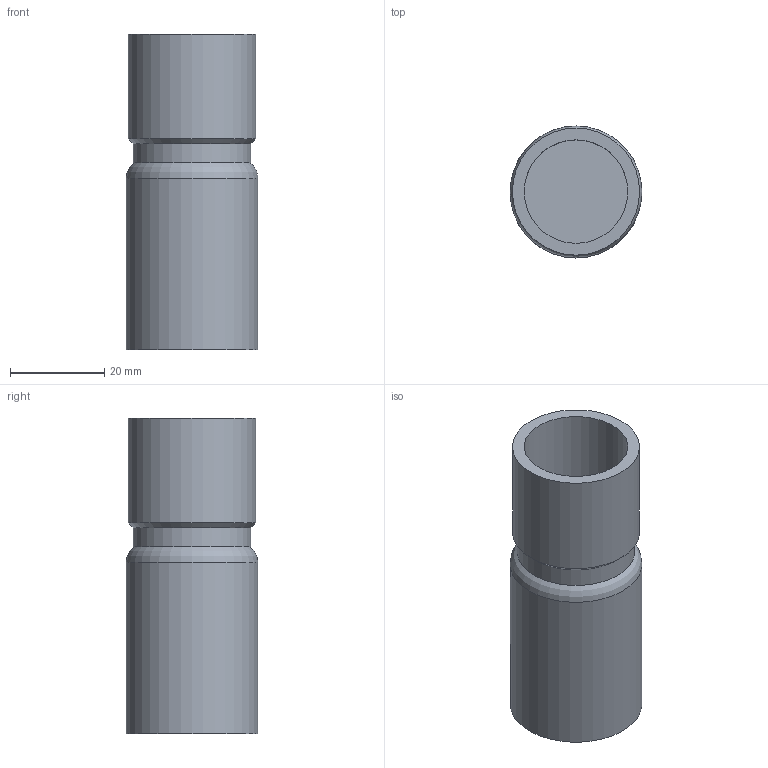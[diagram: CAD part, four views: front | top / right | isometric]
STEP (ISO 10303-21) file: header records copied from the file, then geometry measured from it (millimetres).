
FILE_DESCRIPTION(/* description */ ('Unknown'),/* implementation_level */ '2;1');
FILE_NAME(/* name */ 'F14DN22-28',/* time_stamp */ '2016-07-07T13:07:27+02:00',/* author */ ('Unknown'),/* organization */ ('Unknown'),/* preprocessor_version */ 'ST-DEVELOPER v16',/* originating_system */ 'DEX',/* authorisation */ $);
FILE_SCHEMA (('AUTOMOTIVE_DESIGN {1 0 10303 214 3 1 1}'));
Length unit declared in the file: millimetre
Products named in the file (1): F14DN22-28
Bounding box: 28 x 28 x 67 mm (x, y, z)
Volume: 12595.3 mm3; surface area: 11496.9 mm2
Topology: 1 solids, 1 shells, 13 faces, 24 edges, 16 vertices
Faces by surface type: plane 5, cylinder 5, torus 2, cone 1
Full cylindrical faces by diameter (mm): 22 x1, 25 x2, 27 x1, 28 x1
Entity records: 284 total; most frequent: DIRECTION 52, CARTESIAN_POINT 38, AXIS2_PLACEMENT_3D 26, ORIENTED_EDGE 24, EDGE_LOOP 24, FACE_BOUND 24, ADVANCED_FACE 13, EDGE_CURVE 12
